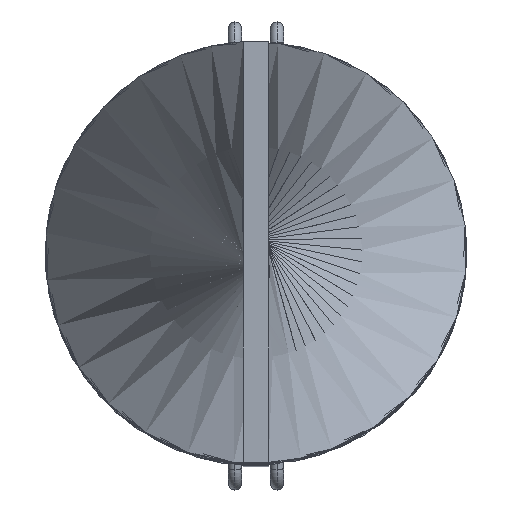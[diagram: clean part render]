
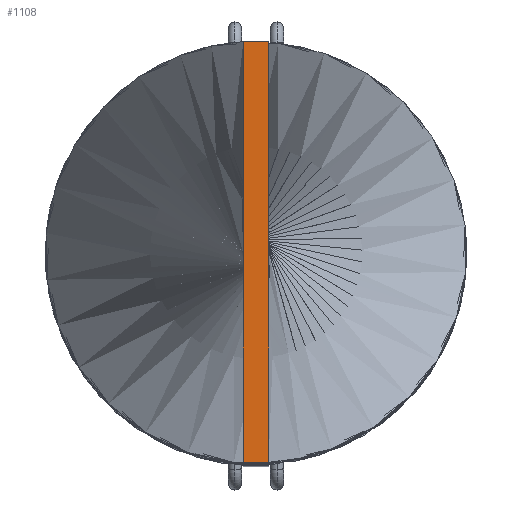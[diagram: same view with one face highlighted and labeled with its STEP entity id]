
A CAD part, top view. The second image highlights one B-rep face of the part: STEP entity #1108.
In plain terms, the highlighted planar face has unit normal (0, 0, 1).
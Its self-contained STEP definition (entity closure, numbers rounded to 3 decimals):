
#15 = LINE ( 'NONE', #3701, #3374 ) ;
#154 = DIRECTION ( 'NONE',  ( -1., 0., 0. ) ) ;
#251 = ORIENTED_EDGE ( 'NONE', *, *, #3732, .T. ) ;
#368 = CARTESIAN_POINT ( 'NONE',  ( 0.75, -12.5, 150. ) ) ;
#620 = EDGE_LOOP ( 'NONE', ( #2152, #2494, #251, #3521 ) ) ;
#634 = CARTESIAN_POINT ( 'NONE',  ( 0., 0., 150. ) ) ;
#763 = LINE ( 'NONE', #3197, #2501 ) ;
#782 = EDGE_CURVE ( 'NONE', #2415, #4394, #763, .T. ) ;
#976 = CARTESIAN_POINT ( 'NONE',  ( 0.75, -12.5, 150. ) ) ;
#1108 = ADVANCED_FACE ( 'NONE', ( #1256 ), #2599, .T. ) ;
#1120 = CARTESIAN_POINT ( 'NONE',  ( -0.75, -12.5, 150. ) ) ;
#1221 = CARTESIAN_POINT ( 'NONE',  ( 0.75, 12.5, 150. ) ) ;
#1256 = FACE_OUTER_BOUND ( 'NONE', #620, .T. ) ;
#2046 = EDGE_CURVE ( 'NONE', #3685, #2415, #2391, .T. ) ;
#2152 = ORIENTED_EDGE ( 'NONE', *, *, #782, .T. ) ;
#2264 = DIRECTION ( 'NONE',  ( 1., 0., 0. ) ) ;
#2391 = LINE ( 'NONE', #976, #2432 ) ;
#2415 = VERTEX_POINT ( 'NONE', #1221 ) ;
#2432 = VECTOR ( 'NONE', #4065, 1000. ) ;
#2457 = DIRECTION ( 'NONE',  ( 0., -1., 0. ) ) ;
#2494 = ORIENTED_EDGE ( 'NONE', *, *, #4390, .T. ) ;
#2501 = VECTOR ( 'NONE', #154, 1000. ) ;
#2599 = PLANE ( 'NONE',  #3220 ) ;
#3197 = CARTESIAN_POINT ( 'NONE',  ( 0.75, 12.5, 150. ) ) ;
#3220 = AXIS2_PLACEMENT_3D ( 'NONE', #634, #3967, #2264 ) ;
#3307 = DIRECTION ( 'NONE',  ( 1., 0., 0. ) ) ;
#3374 = VECTOR ( 'NONE', #3307, 1000. ) ;
#3475 = LINE ( 'NONE', #4129, #4297 ) ;
#3521 = ORIENTED_EDGE ( 'NONE', *, *, #2046, .T. ) ;
#3600 = VERTEX_POINT ( 'NONE', #1120 ) ;
#3685 = VERTEX_POINT ( 'NONE', #368 ) ;
#3701 = CARTESIAN_POINT ( 'NONE',  ( -0.75, -12.5, 150. ) ) ;
#3732 = EDGE_CURVE ( 'NONE', #3600, #3685, #15, .T. ) ;
#3749 = CARTESIAN_POINT ( 'NONE',  ( -0.75, 12.5, 150. ) ) ;
#3967 = DIRECTION ( 'NONE',  ( 0., 0., 1. ) ) ;
#4065 = DIRECTION ( 'NONE',  ( 0., 1., 0. ) ) ;
#4129 = CARTESIAN_POINT ( 'NONE',  ( -0.75, 12.5, 150. ) ) ;
#4297 = VECTOR ( 'NONE', #2457, 1000. ) ;
#4390 = EDGE_CURVE ( 'NONE', #4394, #3600, #3475, .T. ) ;
#4394 = VERTEX_POINT ( 'NONE', #3749 ) ;
